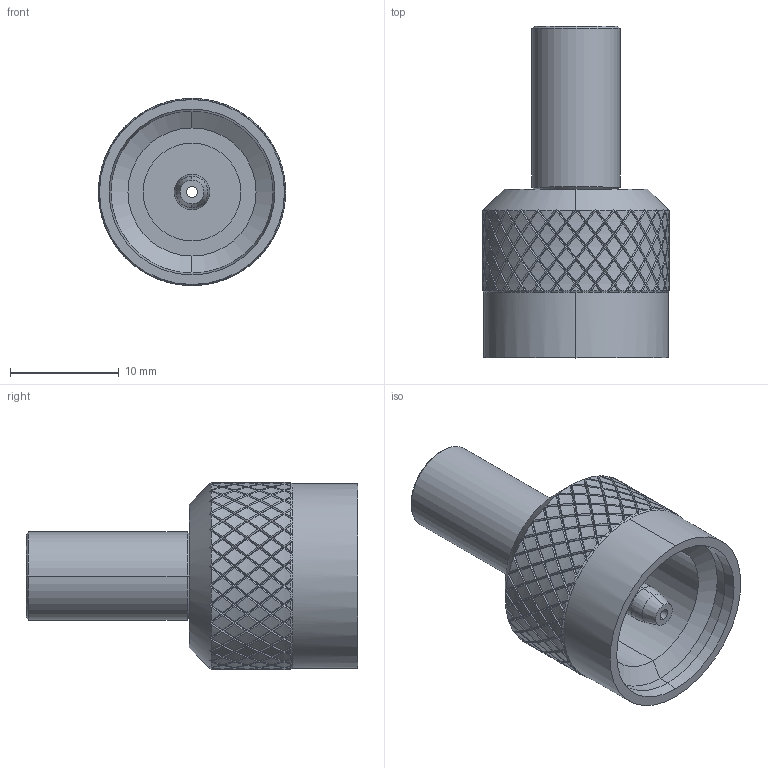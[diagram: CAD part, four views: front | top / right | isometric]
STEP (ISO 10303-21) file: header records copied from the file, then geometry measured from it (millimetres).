
FILE_DESCRIPTION (( 'STEP AP214' ), '1' );
FILE_NAME ('CNOMO HOSE ASM - MET 1080.STEP', '2019-08-13T12:16:46', ( '' ), ( '' ), 'SwSTEP 2.0', 'SolidWorks 2017', '' );
FILE_SCHEMA (( 'AUTOMOTIVE_DESIGN' ));
Length unit declared in the file: millimetre
Products named in the file (4): CNOMO HOSE ASM - MET 1080; CNOMO HOSE COLLAR; CNOMO HOSE FERRULE; CNOMO HOSE BODY
Assembly tree (3 placements, depth 2):
  CNOMO HOSE ASM - MET 1080
    CNOMO HOSE BODY
    CNOMO HOSE COLLAR
    CNOMO HOSE FERRULE
Bounding box: 17.2 x 30.5 x 17.2 mm (x, y, z)
Volume: 2573.8 mm3; surface area: 3044.8 mm2
Topology: 3 solids, 3 shells, 1218 faces, 2493 edges, 1290 vertices
Faces by surface type: bspline 840, cylinder 272, cone 87, plane 15, torus 4
Entity records: 128169 total; most frequent: CARTESIAN_POINT 111957, ORIENTED_EDGE 4986, EDGE_CURVE 2493, DIRECTION 1315, VERTEX_POINT 1290, EDGE_LOOP 1233, FACE_OUTER_BOUND 1218, ADVANCED_FACE 1218
